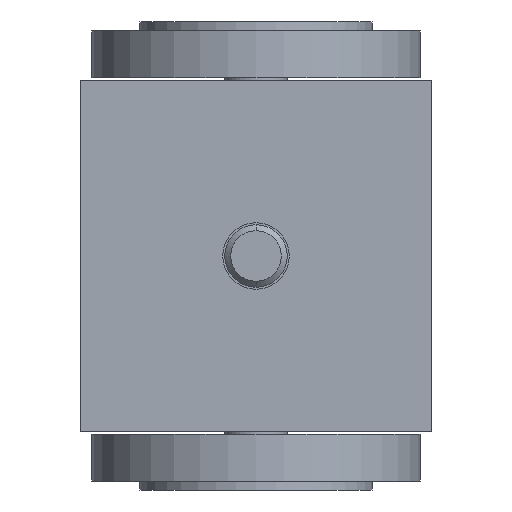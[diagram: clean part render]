
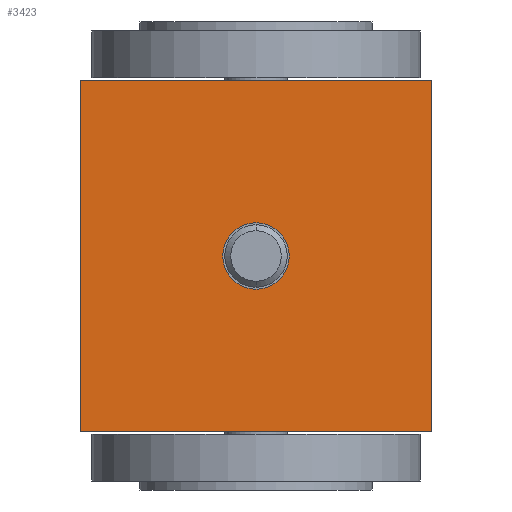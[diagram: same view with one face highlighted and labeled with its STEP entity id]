
A CAD part, front view. The second image highlights one B-rep face of the part: STEP entity #3423.
In plain terms, the highlighted planar face has unit normal (0, -1, 0).
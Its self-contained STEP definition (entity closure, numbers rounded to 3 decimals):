
#24 = LINE ( 'NONE', #2792, #2445 ) ;
#59 = DIRECTION ( 'NONE',  ( 1., 0., 0. ) ) ;
#103 = DIRECTION ( 'NONE',  ( 0., 1., 0. ) ) ;
#109 = DIRECTION ( 'NONE',  ( 0., 0., -1. ) ) ;
#113 = DIRECTION ( 'NONE',  ( 0., 0., -1. ) ) ;
#252 = VERTEX_POINT ( 'NONE', #2206 ) ;
#350 = VERTEX_POINT ( 'NONE', #3560 ) ;
#588 = VECTOR ( 'NONE', #2919, 1000. ) ;
#630 = EDGE_CURVE ( 'NONE', #350, #252, #1050, .T. ) ;
#774 = VERTEX_POINT ( 'NONE', #3121 ) ;
#794 = CIRCLE ( 'NONE', #3603, 4.25 ) ;
#818 = DIRECTION ( 'NONE',  ( 0., 0., 1. ) ) ;
#861 = DIRECTION ( 'NONE',  ( 0., 0., -1. ) ) ;
#901 = ORIENTED_EDGE ( 'NONE', *, *, #3059, .F. ) ;
#1034 = VECTOR ( 'NONE', #59, 1000. ) ;
#1050 = CIRCLE ( 'NONE', #2417, 4.25 ) ;
#1057 = FACE_OUTER_BOUND ( 'NONE', #3485, .T. ) ;
#1100 = VERTEX_POINT ( 'NONE', #1201 ) ;
#1155 = CARTESIAN_POINT ( 'NONE',  ( 22.5, -22.5, 0. ) ) ;
#1201 = CARTESIAN_POINT ( 'NONE',  ( -22.5, -22.5, 0. ) ) ;
#1276 = FACE_BOUND ( 'NONE', #1468, .T. ) ;
#1448 = CARTESIAN_POINT ( 'NONE',  ( 0., -22.5, 22.5 ) ) ;
#1468 = EDGE_LOOP ( 'NONE', ( #901, #2095 ) ) ;
#1474 = EDGE_CURVE ( 'NONE', #1475, #774, #3548, .T. ) ;
#1475 = VERTEX_POINT ( 'NONE', #2573 ) ;
#1482 = VERTEX_POINT ( 'NONE', #1155 ) ;
#1646 = PLANE ( 'NONE',  #3627 ) ;
#1711 = ORIENTED_EDGE ( 'NONE', *, *, #2685, .T. ) ;
#1811 = DIRECTION ( 'NONE',  ( 0., 0., 1. ) ) ;
#1995 = EDGE_CURVE ( 'NONE', #1475, #1100, #2841, .T. ) ;
#2095 = ORIENTED_EDGE ( 'NONE', *, *, #630, .F. ) ;
#2111 = ORIENTED_EDGE ( 'NONE', *, *, #1995, .T. ) ;
#2206 = CARTESIAN_POINT ( 'NONE',  ( 0., -22.5, 18.25 ) ) ;
#2229 = CARTESIAN_POINT ( 'NONE',  ( -22.5, -22.5, 45. ) ) ;
#2270 = VECTOR ( 'NONE', #109, 1000. ) ;
#2417 = AXIS2_PLACEMENT_3D ( 'NONE', #1448, #2557, #861 ) ;
#2445 = VECTOR ( 'NONE', #818, 1000. ) ;
#2490 = LINE ( 'NONE', #2632, #588 ) ;
#2547 = EDGE_CURVE ( 'NONE', #1100, #1482, #2490, .T. ) ;
#2557 = DIRECTION ( 'NONE',  ( 0., -1., 0. ) ) ;
#2573 = CARTESIAN_POINT ( 'NONE',  ( -22.5, -22.5, 45. ) ) ;
#2585 = CARTESIAN_POINT ( 'NONE',  ( 0., -22.5, 45. ) ) ;
#2632 = CARTESIAN_POINT ( 'NONE',  ( 0., -22.5, 0. ) ) ;
#2656 = ORIENTED_EDGE ( 'NONE', *, *, #1474, .F. ) ;
#2685 = EDGE_CURVE ( 'NONE', #1482, #774, #24, .T. ) ;
#2792 = CARTESIAN_POINT ( 'NONE',  ( 22.5, -22.5, 45. ) ) ;
#2841 = LINE ( 'NONE', #3164, #2270 ) ;
#2856 = ORIENTED_EDGE ( 'NONE', *, *, #2547, .T. ) ;
#2919 = DIRECTION ( 'NONE',  ( 1., 0., 0. ) ) ;
#2923 = CARTESIAN_POINT ( 'NONE',  ( 0., -22.5, 22.5 ) ) ;
#3059 = EDGE_CURVE ( 'NONE', #252, #350, #794, .T. ) ;
#3121 = CARTESIAN_POINT ( 'NONE',  ( 22.5, -22.5, 45. ) ) ;
#3164 = CARTESIAN_POINT ( 'NONE',  ( -22.5, -22.5, 45. ) ) ;
#3423 = ADVANCED_FACE ( 'NONE', ( #1057, #1276 ), #1646, .F. ) ;
#3485 = EDGE_LOOP ( 'NONE', ( #1711, #2656, #2111, #2856 ) ) ;
#3496 = DIRECTION ( 'NONE',  ( 0., -1., 0. ) ) ;
#3548 = LINE ( 'NONE', #2585, #1034 ) ;
#3560 = CARTESIAN_POINT ( 'NONE',  ( 0., -22.5, 26.75 ) ) ;
#3603 = AXIS2_PLACEMENT_3D ( 'NONE', #2923, #3496, #113 ) ;
#3627 = AXIS2_PLACEMENT_3D ( 'NONE', #2229, #103, #1811 ) ;
